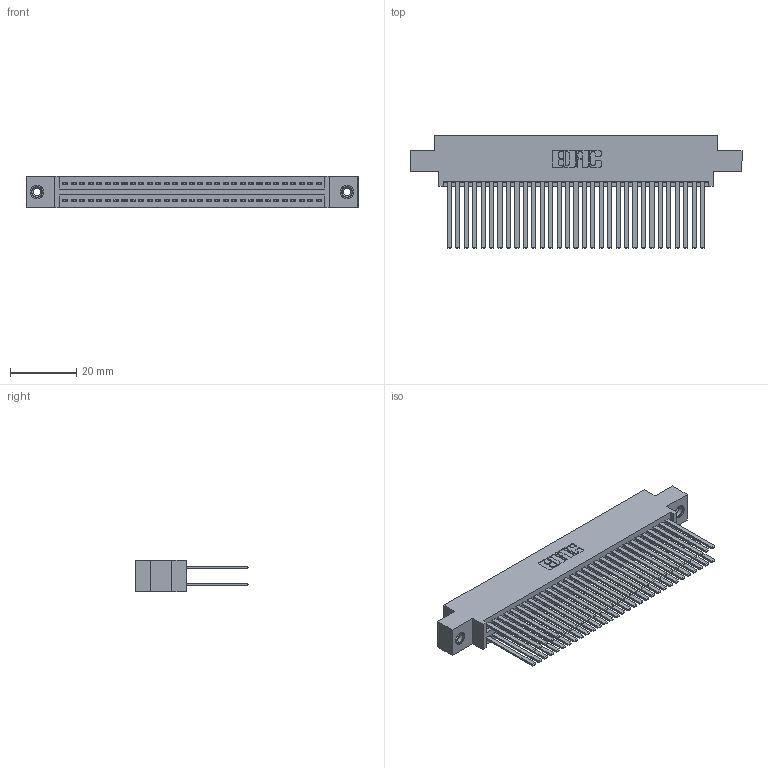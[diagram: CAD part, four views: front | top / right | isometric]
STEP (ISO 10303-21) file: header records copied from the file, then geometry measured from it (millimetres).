
FILE_DESCRIPTION (( 'STEP AP203' ), '1' );
FILE_NAME ('395-062-544-808.STEP', '2018-11-24T04:44:25', ( '' ), ( '' ), 'SwSTEP 2.0', 'SolidWorks 2016', '' );
FILE_SCHEMA (( 'CONFIG_CONTROL_DESIGN' ));
Length unit declared in the file: inch
Products named in the file (4): 345-250-001_345-250-003-102; 345 Part_0.170 Offset - 0.156 Dia-TI; 345-292-001_345-293-144; 395-062-544-808
Assembly tree (65 placements, depth 2):
  395-062-544-808
    345 Part_0.170 Offset - 0.156 Dia-TI
    345-292-001_345-293-144  x62
    345-250-001_345-250-003-102  x2
Bounding box: 99.95 x 33.96 x 9.4 mm (x, y, z)
Volume: 10356.3 mm3; surface area: 17799.5 mm2
Topology: 65 solids, 65 shells, 2918 faces, 8611 edges, 5650 vertices
Faces by surface type: plane 1914, cylinder 988, cone 12, torus 4
Entity records: 26938 total; most frequent: CARTESIAN_POINT 4507, ORIENTED_EDGE 4434, DIRECTION 4011, EDGE_CURVE 2217, LINE 1945, VECTOR 1945, VERTEX_POINT 1472, AXIS2_PLACEMENT_3D 1033
